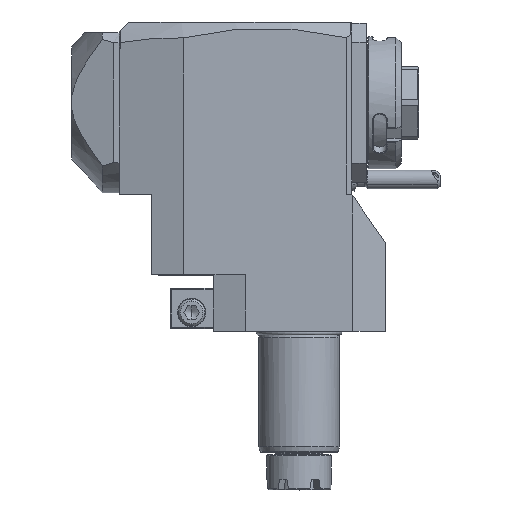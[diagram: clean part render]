
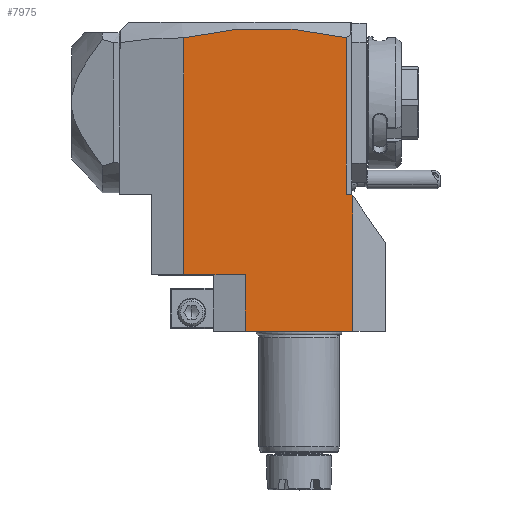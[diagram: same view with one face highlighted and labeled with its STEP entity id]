
A CAD part, top view. The second image highlights one B-rep face of the part: STEP entity #7975.
In plain terms, the highlighted planar face has unit normal (0, 0, 1).
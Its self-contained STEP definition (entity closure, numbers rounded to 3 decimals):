
#21=DIRECTION('',(0.,-1.,0.));
#22=VECTOR('',#21,88.092);
#23=CARTESIAN_POINT('',(-20.,58.092,32.));
#24=LINE('',#23,#22);
#39=CARTESIAN_POINT('',(40.5,58.133,32.));
#40=CARTESIAN_POINT('',(35.458,59.345,32.));
#41=CARTESIAN_POINT('',(25.373,61.145,32.));
#42=CARTESIAN_POINT('',(10.247,62.032,32.));
#43=CARTESIAN_POINT('',(-4.877,61.124,32.));
#44=CARTESIAN_POINT('',(-14.959,59.311,32.));
#45=CARTESIAN_POINT('',(-20.,58.092,32.));
#47=DIRECTION('',(-0.574,0.819,0.));
#48=VECTOR('',#47,0.872);
#49=CARTESIAN_POINT('',(43.,-0.714,32.));
#50=LINE('',#49,#48);
#51=DIRECTION('',(0.,1.,0.));
#52=VECTOR('',#51,50.286);
#53=CARTESIAN_POINT('',(43.,-51.,32.));
#54=LINE('',#53,#52);
#127=DIRECTION('',(1.,0.,0.));
#128=VECTOR('',#127,23.);
#129=CARTESIAN_POINT('',(-20.,-30.,32.));
#130=LINE('',#129,#128);
#772=DIRECTION('',(0.,1.,0.));
#773=VECTOR('',#772,58.133);
#774=CARTESIAN_POINT('',(40.5,0.,32.));
#775=LINE('',#774,#773);
#785=DIRECTION('',(-1.,0.,0.));
#786=VECTOR('',#785,2.);
#787=CARTESIAN_POINT('',(42.5,0.,32.));
#788=LINE('',#787,#786);
#3242=DIRECTION('',(0.,-1.,0.));
#3243=VECTOR('',#3242,21.);
#3244=CARTESIAN_POINT('',(3.,-30.,32.));
#3245=LINE('',#3244,#3243);
#3266=DIRECTION('',(-1.,0.,0.));
#3267=VECTOR('',#3266,40.);
#3268=CARTESIAN_POINT('',(43.,-51.,32.));
#3269=LINE('',#3268,#3267);
#6843=VERTEX_POINT('',#39);
#6844=VERTEX_POINT('',#45);
#7650=CARTESIAN_POINT('',(43.,-51.,32.));
#7651=VERTEX_POINT('',#7650);
#7652=CARTESIAN_POINT('',(3.,-51.,32.));
#7653=VERTEX_POINT('',#7652);
#7694=CARTESIAN_POINT('',(-20.,-30.,32.));
#7696=VERTEX_POINT('',#7694);
#7702=CARTESIAN_POINT('',(43.,-0.714,32.));
#7703=CARTESIAN_POINT('',(42.5,0.,32.));
#7704=VERTEX_POINT('',#7702);
#7705=VERTEX_POINT('',#7703);
#7818=CARTESIAN_POINT('',(40.5,0.,32.));
#7819=VERTEX_POINT('',#7818);
#7892=CARTESIAN_POINT('',(3.,-30.,32.));
#7893=VERTEX_POINT('',#7892);
#7951=CARTESIAN_POINT('',(-44.,0.,32.));
#7952=DIRECTION('',(0.,0.,1.));
#7953=DIRECTION('',(1.,0.,0.));
#7954=AXIS2_PLACEMENT_3D('',#7951,#7952,#7953);
#7955=PLANE('',#7954);
#7957=ORIENTED_EDGE('',*,*,#7956,.F.);
#7959=ORIENTED_EDGE('',*,*,#7958,.T.);
#7961=ORIENTED_EDGE('',*,*,#7960,.F.);
#7963=ORIENTED_EDGE('',*,*,#7962,.F.);
#7964=ORIENTED_EDGE('',*,*,#7934,.F.);
#7966=ORIENTED_EDGE('',*,*,#7965,.F.);
#7968=ORIENTED_EDGE('',*,*,#7967,.F.);
#7970=ORIENTED_EDGE('',*,*,#7969,.F.);
#7972=ORIENTED_EDGE('',*,*,#7971,.F.);
#7973=EDGE_LOOP('',(#7957,#7959,#7961,#7963,#7964,#7966,#7968,#7970,#7972));
#7974=FACE_OUTER_BOUND('',#7973,.F.);
#46=B_SPLINE_CURVE_WITH_KNOTS('',3,(#39,#40,#41,#42,#43,#44,#45),.UNSPECIFIED.,
.F.,.F.,(4,1,1,1,4),(0.,0.25,0.5,0.75,1.),.UNSPECIFIED.);
#7934=EDGE_CURVE('',#6844,#7696,#24,.T.);
#7956=EDGE_CURVE('',#7651,#7704,#54,.T.);
#7958=EDGE_CURVE('',#7651,#7653,#3269,.T.);
#7960=EDGE_CURVE('',#7893,#7653,#3245,.T.);
#7962=EDGE_CURVE('',#7696,#7893,#130,.T.);
#7965=EDGE_CURVE('',#6843,#6844,#46,.T.);
#7967=EDGE_CURVE('',#7819,#6843,#775,.T.);
#7969=EDGE_CURVE('',#7705,#7819,#788,.T.);
#7971=EDGE_CURVE('',#7704,#7705,#50,.T.);
#7975=ADVANCED_FACE('',(#7974),#7955,.T.);
